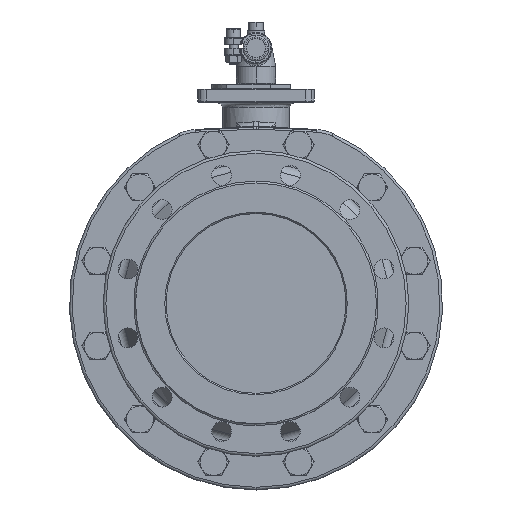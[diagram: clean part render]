
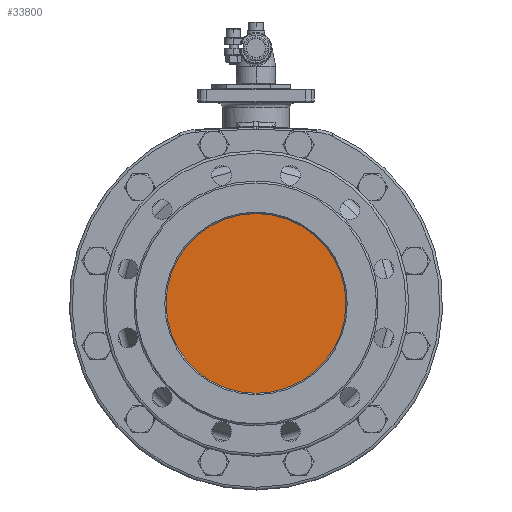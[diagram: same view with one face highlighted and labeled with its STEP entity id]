
A CAD part, left-side view. The second image highlights one B-rep face of the part: STEP entity #33800.
In plain terms, the highlighted planar face has unit normal (-1, 0, 0).
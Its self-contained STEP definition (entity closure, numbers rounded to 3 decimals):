
#33761=CARTESIAN_POINT('',(-132.028,-0.,100.));
#33762=VERTEX_POINT('',#33761);
#33769=CARTESIAN_POINT('',(-132.028,-0.,-100.));
#33770=VERTEX_POINT('',#33769);
#33771=CARTESIAN_POINT('',(-132.028,-0.,0.));
#33772=DIRECTION('',(1.,-0.,0.));
#33773=DIRECTION('',(0.,0.,1.));
#33774=AXIS2_PLACEMENT_3D('',#33771,#33772,#33773);
#33775=CIRCLE('',#33774,100.);
#33776=EDGE_CURVE('',#33762,#33770,#33775,.T.);
#33778=CARTESIAN_POINT('',(-132.028,-0.,0.));
#33779=DIRECTION('',(1.,-0.,0.));
#33780=DIRECTION('',(0.,0.,1.));
#33781=AXIS2_PLACEMENT_3D('',#33778,#33779,#33780);
#33782=CIRCLE('',#33781,100.);
#33783=EDGE_CURVE('',#33770,#33762,#33782,.T.);
#33791=CARTESIAN_POINT('',(-132.028,-0.,0.));
#33792=DIRECTION('',(-1.,0.,0.));
#33793=DIRECTION('',(-0.,-1.,0.));
#33794=AXIS2_PLACEMENT_3D('',#33791,#33792,#33793);
#33795=PLANE('',#33794);
#33796=ORIENTED_EDGE('',*,*,#33783,.F.);
#33797=ORIENTED_EDGE('',*,*,#33776,.F.);
#33798=EDGE_LOOP('',(#33796,#33797));
#33799=FACE_BOUND('',#33798,.T.);
#33800=ADVANCED_FACE('',(#33799),#33795,.T.);
